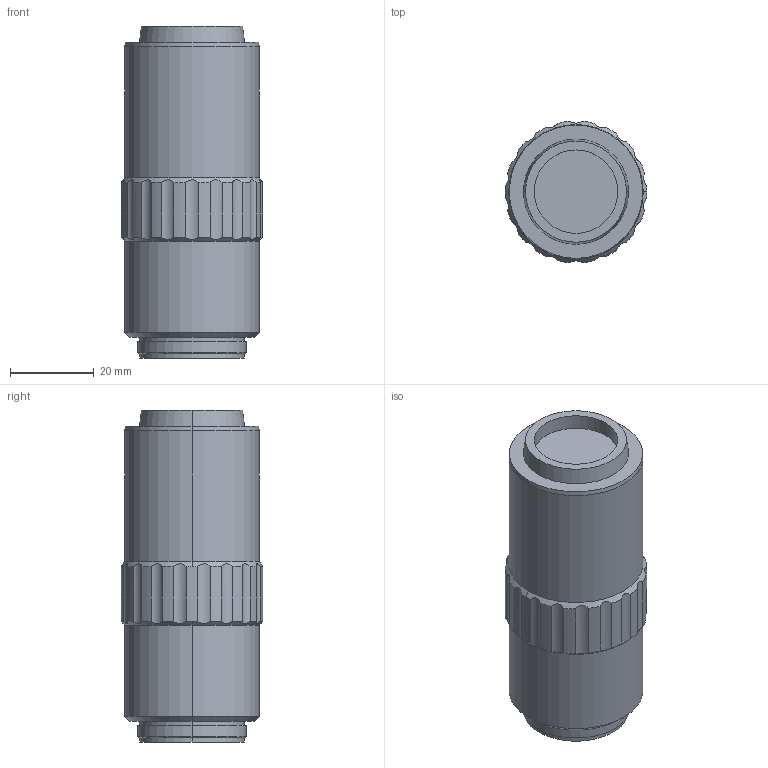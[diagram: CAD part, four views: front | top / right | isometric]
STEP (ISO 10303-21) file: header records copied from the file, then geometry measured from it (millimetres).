
FILE_DESCRIPTION (( 'STEP AP203' ), '1' );
FILE_NAME ('Web Model 46142_46399.step', '2018-03-16T15:20:18', ( '' ), ( '' ), 'SwSTEP 2.0', 'SolidWorks 2016', '' );
FILE_SCHEMA (( 'CONFIG_CONTROL_DESIGN' ));
Length unit declared in the file: millimetre
Products named in the file (1): Web Model 46142_46399
Bounding box: 34 x 33.86 x 79.5 mm (x, y, z)
Volume: 61651.6 mm3; surface area: 9839.2 mm2
Topology: 1 solids, 1 shells, 70 faces, 175 edges, 112 vertices
Faces by surface type: cylinder 51, cone 12, plane 7
Entity records: 2612 total; most frequent: CARTESIAN_POINT 862, DIRECTION 357, ORIENTED_EDGE 350, EDGE_CURVE 175, AXIS2_PLACEMENT_3D 147, VERTEX_POINT 112, CIRCLE 76, EDGE_LOOP 75
